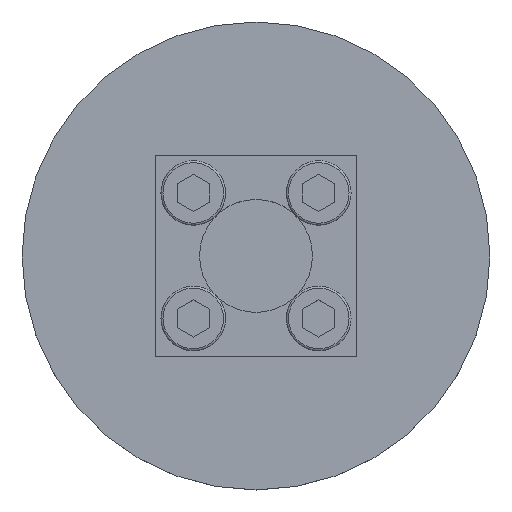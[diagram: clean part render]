
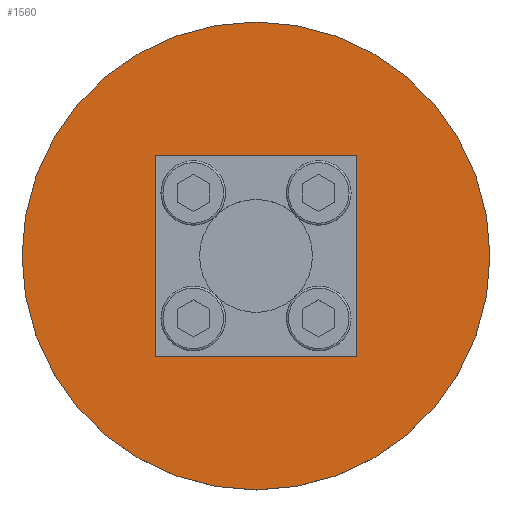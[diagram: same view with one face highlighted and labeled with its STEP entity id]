
A CAD part, top view. The second image highlights one B-rep face of the part: STEP entity #1560.
In plain terms, the highlighted planar face has unit normal (0, 0, 1).
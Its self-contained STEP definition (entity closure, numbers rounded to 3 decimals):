
#33=LINE('',#2314,#189);
#34=LINE('',#2317,#190);
#35=LINE('',#2319,#191);
#36=LINE('',#2321,#192);
#189=VECTOR('',#1858,1000.);
#190=VECTOR('',#1859,1000.);
#191=VECTOR('',#1860,1000.);
#192=VECTOR('',#1861,1000.);
#345=PLANE('',#1688);
#429=ORIENTED_EDGE('',*,*,#831,.F.);
#430=ORIENTED_EDGE('',*,*,#832,.F.);
#431=ORIENTED_EDGE('',*,*,#833,.F.);
#432=ORIENTED_EDGE('',*,*,#834,.F.);
#433=ORIENTED_EDGE('',*,*,#835,.F.);
#831=EDGE_CURVE('',#1032,#1032,#1181,.T.);
#832=EDGE_CURVE('',#1033,#1034,#33,.T.);
#833=EDGE_CURVE('',#1035,#1033,#34,.T.);
#834=EDGE_CURVE('',#1036,#1035,#35,.T.);
#835=EDGE_CURVE('',#1034,#1036,#36,.T.);
#1032=VERTEX_POINT('',#2313);
#1033=VERTEX_POINT('',#2315);
#1034=VERTEX_POINT('',#2316);
#1035=VERTEX_POINT('',#2318);
#1036=VERTEX_POINT('',#2320);
#1181=CIRCLE('',#1689,58.);
#1226=EDGE_LOOP('',(#429));
#1227=EDGE_LOOP('',(#430,#431,#432,#433));
#1386=FACE_BOUND('',#1226,.T.);
#1387=FACE_BOUND('',#1227,.T.);
#1560=ADVANCED_FACE('',(#1386,#1387),#345,.F.);
#1688=AXIS2_PLACEMENT_3D('',#2311,#1854,#1855);
#1689=AXIS2_PLACEMENT_3D('',#2312,#1856,#1857);
#1854=DIRECTION('',(0.,0.,-1.));
#1855=DIRECTION('',(-1.,0.,0.));
#1856=DIRECTION('',(0.,0.,-1.));
#1857=DIRECTION('',(-1.,0.,0.));
#1858=DIRECTION('',(0.,-1.,0.));
#1859=DIRECTION('',(-1.,0.,0.));
#1860=DIRECTION('',(0.,1.,0.));
#1861=DIRECTION('',(1.,0.,0.));
#2311=CARTESIAN_POINT('',(0.,14.,-7.5));
#2312=CARTESIAN_POINT('',(0.,0.,-7.5));
#2313=CARTESIAN_POINT('',(-58.,0.,-7.5));
#2314=CARTESIAN_POINT('',(-25.,25.,-7.5));
#2315=CARTESIAN_POINT('',(-25.,25.,-7.5));
#2316=CARTESIAN_POINT('',(-25.,-25.,-7.5));
#2317=CARTESIAN_POINT('',(25.,25.,-7.5));
#2318=CARTESIAN_POINT('',(25.,25.,-7.5));
#2319=CARTESIAN_POINT('',(25.,-25.,-7.5));
#2320=CARTESIAN_POINT('',(25.,-25.,-7.5));
#2321=CARTESIAN_POINT('',(-25.,-25.,-7.5));
